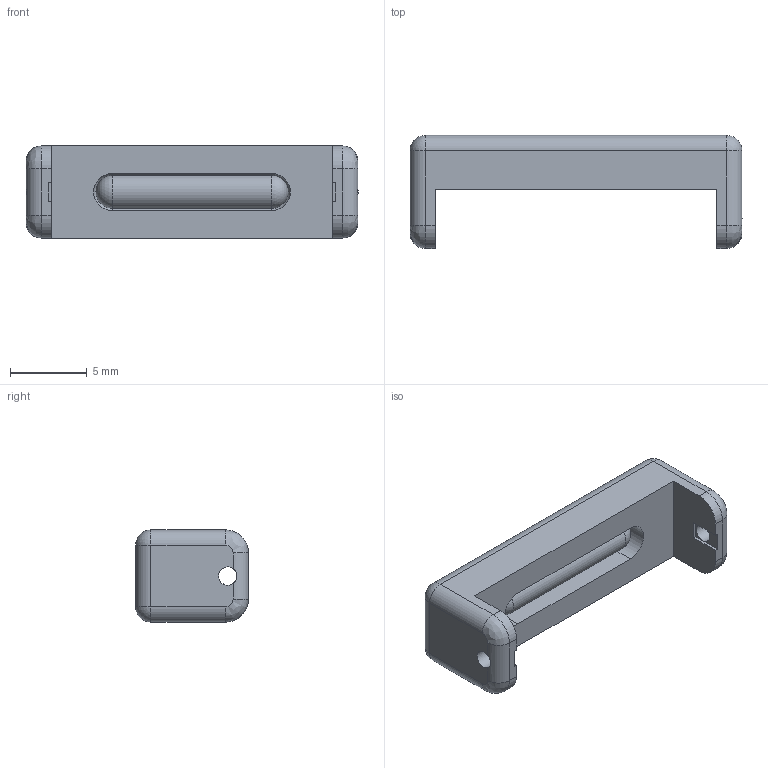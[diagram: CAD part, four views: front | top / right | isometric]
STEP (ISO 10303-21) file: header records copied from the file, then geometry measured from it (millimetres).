
FILE_DESCRIPTION(/* description */ (''),/* implementation_level */ '2;1');
FILE_NAME(/* name */ 'fusion-export.step',/* time_stamp */ '2024-09-09T19:28:28-07:00',/* author */ (''),/* organization */ (''),/* preprocessor_version */ 'ST-DEVELOPER v20',/* originating_system */ 'Autodesk Translation Framework v13.14.0.145',/* authorisation */ '');
FILE_SCHEMA (('AUTOMOTIVE_DESIGN { 1 0 10303 214 3 1 1 }'));
Length unit declared in the file: millimetre
Products named in the file (3): main; tag-watch-band-case; tag
Assembly tree (2 placements, depth 3):
  main
    tag-watch-band-case
      tag
Bounding box: 21.6 x 7.35 x 6 mm (x, y, z)
Volume: 469.3 mm3; surface area: 680.8 mm2
Topology: 2 solids, 2 shells, 56 faces, 141 edges, 84 vertices
Faces by surface type: plane 23, cylinder 21, sphere 6, bspline 4, torus 2
Full cylindrical faces by diameter (mm): 1.2 x2, 2.15 x1
Entity records: 1773 total; most frequent: CARTESIAN_POINT 344, DIRECTION 307, ORIENTED_EDGE 278, EDGE_CURVE 139, AXIS2_PLACEMENT_3D 113, VERTEX_POINT 84, LINE 81, VECTOR 81
